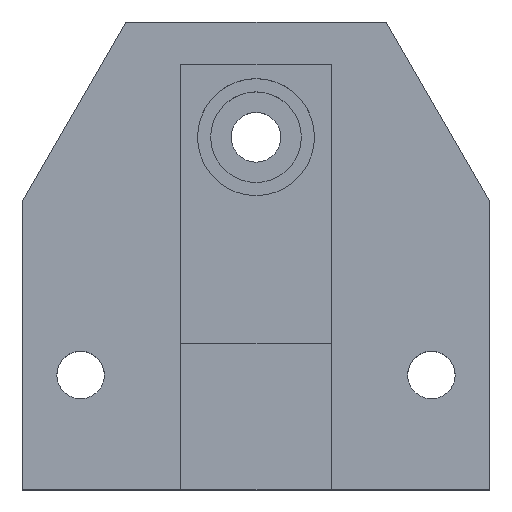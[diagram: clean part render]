
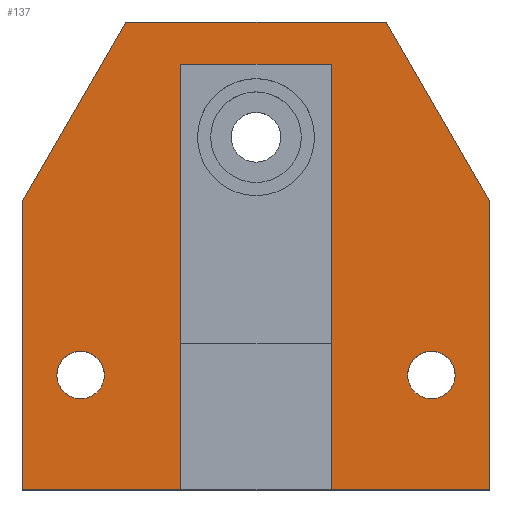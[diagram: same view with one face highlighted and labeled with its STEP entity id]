
A CAD part, top view. The second image highlights one B-rep face of the part: STEP entity #137.
In plain terms, the highlighted planar face has unit normal (0, 0, 1).
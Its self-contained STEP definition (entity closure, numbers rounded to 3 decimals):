
#40 = VERTEX_POINT('',#41);
#41 = CARTESIAN_POINT('',(-16.,0.587,-12.));
#58 = VERTEX_POINT('',#59);
#59 = CARTESIAN_POINT('',(-16.,-19.125,-12.));
#65 = EDGE_CURVE('',#40,#58,#66,.T.);
#66 = LINE('',#67,#68);
#67 = CARTESIAN_POINT('',(-16.,0.587,-12.));
#68 = VECTOR('',#69,1.);
#69 = DIRECTION('',(0.,-1.,0.));
#80 = VERTEX_POINT('',#81);
#81 = CARTESIAN_POINT('',(-8.906,12.875,-12.));
#96 = EDGE_CURVE('',#80,#40,#97,.T.);
#97 = LINE('',#98,#99);
#98 = CARTESIAN_POINT('',(-8.906,12.875,-12.));
#99 = VECTOR('',#100,1.);
#100 = DIRECTION('',(-0.5,-0.866,0.
    ));
#137 = ADVANCED_FACE('',(#138,#204,#215),#226,.T.);
#138 = FACE_BOUND('',#139,.T.);
#139 = EDGE_LOOP('',(#140,#141,#142,#150,#158,#166,#174,#182,#190,#198)
  );
#140 = ORIENTED_EDGE('',*,*,#96,.T.);
#141 = ORIENTED_EDGE('',*,*,#65,.T.);
#142 = ORIENTED_EDGE('',*,*,#143,.T.);
#143 = EDGE_CURVE('',#58,#144,#146,.T.);
#144 = VERTEX_POINT('',#145);
#145 = CARTESIAN_POINT('',(-5.15,-19.125,-12.));
#146 = LINE('',#147,#148);
#147 = CARTESIAN_POINT('',(-16.,-19.125,-12.));
#148 = VECTOR('',#149,1.);
#149 = DIRECTION('',(1.,0.,0.));
#150 = ORIENTED_EDGE('',*,*,#151,.T.);
#151 = EDGE_CURVE('',#144,#152,#154,.T.);
#152 = VERTEX_POINT('',#153);
#153 = CARTESIAN_POINT('',(-5.15,9.975,-12.));
#154 = LINE('',#155,#156);
#155 = CARTESIAN_POINT('',(-5.15,-19.125,-12.));
#156 = VECTOR('',#157,1.);
#157 = DIRECTION('',(0.,1.,0.));
#158 = ORIENTED_EDGE('',*,*,#159,.T.);
#159 = EDGE_CURVE('',#152,#160,#162,.T.);
#160 = VERTEX_POINT('',#161);
#161 = CARTESIAN_POINT('',(5.15,9.975,-12.));
#162 = LINE('',#163,#164);
#163 = CARTESIAN_POINT('',(-5.15,9.975,-12.));
#164 = VECTOR('',#165,1.);
#165 = DIRECTION('',(1.,0.,0.));
#166 = ORIENTED_EDGE('',*,*,#167,.T.);
#167 = EDGE_CURVE('',#160,#168,#170,.T.);
#168 = VERTEX_POINT('',#169);
#169 = CARTESIAN_POINT('',(5.15,-19.125,-12.));
#170 = LINE('',#171,#172);
#171 = CARTESIAN_POINT('',(5.15,9.975,-12.));
#172 = VECTOR('',#173,1.);
#173 = DIRECTION('',(0.,-1.,0.));
#174 = ORIENTED_EDGE('',*,*,#175,.T.);
#175 = EDGE_CURVE('',#168,#176,#178,.T.);
#176 = VERTEX_POINT('',#177);
#177 = CARTESIAN_POINT('',(16.,-19.125,-12.));
#178 = LINE('',#179,#180);
#179 = CARTESIAN_POINT('',(-16.,-19.125,-12.));
#180 = VECTOR('',#181,1.);
#181 = DIRECTION('',(1.,0.,0.));
#182 = ORIENTED_EDGE('',*,*,#183,.T.);
#183 = EDGE_CURVE('',#176,#184,#186,.T.);
#184 = VERTEX_POINT('',#185);
#185 = CARTESIAN_POINT('',(16.,0.587,-12.));
#186 = LINE('',#187,#188);
#187 = CARTESIAN_POINT('',(16.,-19.125,-12.));
#188 = VECTOR('',#189,1.);
#189 = DIRECTION('',(0.,1.,0.));
#190 = ORIENTED_EDGE('',*,*,#191,.T.);
#191 = EDGE_CURVE('',#184,#192,#194,.T.);
#192 = VERTEX_POINT('',#193);
#193 = CARTESIAN_POINT('',(8.906,12.875,-12.));
#194 = LINE('',#195,#196);
#195 = CARTESIAN_POINT('',(16.,0.587,-12.));
#196 = VECTOR('',#197,1.);
#197 = DIRECTION('',(-0.5,0.866,0.));
#198 = ORIENTED_EDGE('',*,*,#199,.T.);
#199 = EDGE_CURVE('',#192,#80,#200,.T.);
#200 = LINE('',#201,#202);
#201 = CARTESIAN_POINT('',(8.906,12.875,-12.));
#202 = VECTOR('',#203,1.);
#203 = DIRECTION('',(-1.,0.,0.));
#204 = FACE_BOUND('',#205,.T.);
#205 = EDGE_LOOP('',(#206));
#206 = ORIENTED_EDGE('',*,*,#207,.T.);
#207 = EDGE_CURVE('',#208,#208,#210,.T.);
#208 = VERTEX_POINT('',#209);
#209 = CARTESIAN_POINT('',(-10.375,-11.275,-12.));
#210 = CIRCLE('',#211,1.625);
#211 = AXIS2_PLACEMENT_3D('',#212,#213,#214);
#212 = CARTESIAN_POINT('',(-12.,-11.275,-12.));
#213 = DIRECTION('',(0.,0.,-1.));
#214 = DIRECTION('',(1.,0.,0.));
#215 = FACE_BOUND('',#216,.T.);
#216 = EDGE_LOOP('',(#217));
#217 = ORIENTED_EDGE('',*,*,#218,.T.);
#218 = EDGE_CURVE('',#219,#219,#221,.T.);
#219 = VERTEX_POINT('',#220);
#220 = CARTESIAN_POINT('',(13.625,-11.275,-12.));
#221 = CIRCLE('',#222,1.625);
#222 = AXIS2_PLACEMENT_3D('',#223,#224,#225);
#223 = CARTESIAN_POINT('',(12.,-11.275,-12.));
#224 = DIRECTION('',(0.,0.,-1.));
#225 = DIRECTION('',(1.,0.,0.));
#226 = PLANE('',#227);
#227 = AXIS2_PLACEMENT_3D('',#228,#229,#230);
#228 = CARTESIAN_POINT('',(0.,-5.558,-12.));
#229 = DIRECTION('',(0.,0.,1.));
#230 = DIRECTION('',(1.,0.,0.));
